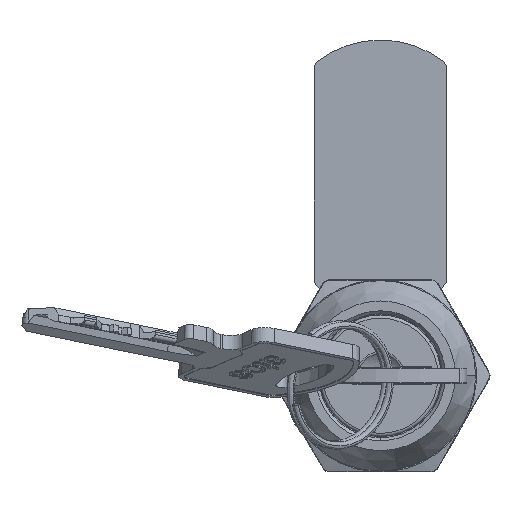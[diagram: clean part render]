
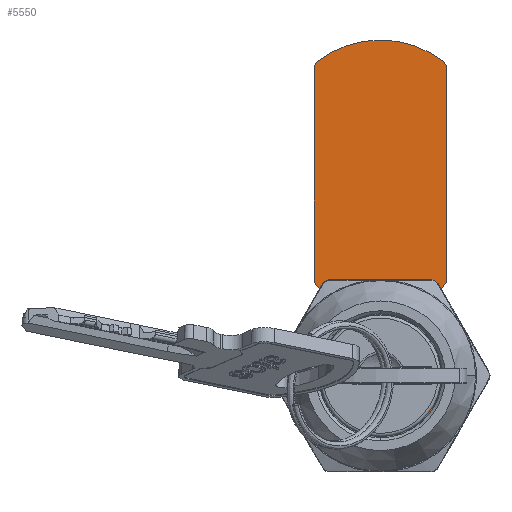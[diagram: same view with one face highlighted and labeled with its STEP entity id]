
A CAD part, top view. The second image highlights one B-rep face of the part: STEP entity #5550.
In plain terms, the highlighted planar face has unit normal (0, 0, 1).
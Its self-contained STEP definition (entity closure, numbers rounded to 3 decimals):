
#164 = CARTESIAN_POINT ( 'NONE',  ( 0., 29.156, -16.5 ) ) ;
#215 = CARTESIAN_POINT ( 'NONE',  ( 0., 0., -16.5 ) ) ;
#475 = VERTEX_POINT ( 'NONE', #5520 ) ;
#888 = VECTOR ( 'NONE', #7169, 1000. ) ;
#1510 = DIRECTION ( 'NONE',  ( 0., 0., 1. ) ) ;
#2093 = CIRCLE ( 'NONE', #42293, 1. ) ;
#2260 = LINE ( 'NONE', #37119, #888 ) ;
#2670 = ORIENTED_EDGE ( 'NONE', *, *, #6794, .F. ) ;
#3095 = EDGE_CURVE ( 'NONE', #14436, #7896, #18219, .T. ) ;
#3804 = CIRCLE ( 'NONE', #7884, 8.25 ) ;
#4149 = AXIS2_PLACEMENT_3D ( 'NONE', #27158, #1510, #31472 ) ;
#4183 = CARTESIAN_POINT ( 'NONE',  ( -7.25, 38.522, -16.5 ) ) ;
#4261 = CARTESIAN_POINT ( 'NONE',  ( -8.25, 39., -16.5 ) ) ;
#4489 = DIRECTION ( 'NONE',  ( 0., -1., 0. ) ) ;
#4533 = DIRECTION ( 'NONE',  ( 0., 1., 0. ) ) ;
#5520 = CARTESIAN_POINT ( 'NONE',  ( 8.25, 38.522, -16.5 ) ) ;
#5550 = ADVANCED_FACE ( 'NONE', ( #25508, #22851 ), #20813, .T. ) ;
#5923 = CARTESIAN_POINT ( 'NONE',  ( 4.05, -4.05, -16.5 ) ) ;
#6794 = EDGE_CURVE ( 'NONE', #475, #31033, #22144, .T. ) ;
#6867 = ORIENTED_EDGE ( 'NONE', *, *, #18426, .F. ) ;
#7169 = DIRECTION ( 'NONE',  ( 1., 0., 0. ) ) ;
#7729 = EDGE_CURVE ( 'NONE', #23325, #43869, #8737, .T. ) ;
#7884 = AXIS2_PLACEMENT_3D ( 'NONE', #215, #30171, #4533 ) ;
#7896 = VERTEX_POINT ( 'NONE', #44670 ) ;
#8521 = DIRECTION ( 'NONE',  ( 0., -1., 0. ) ) ;
#8673 = VERTEX_POINT ( 'NONE', #46991 ) ;
#8737 = CIRCLE ( 'NONE', #4149, 7.296 ) ;
#9204 = VECTOR ( 'NONE', #16264, 1000. ) ;
#9442 = EDGE_LOOP ( 'NONE', ( #2670, #42983, #6867, #49164, #31017, #10351, #29748, #34903, #25092 ) ) ;
#10351 = ORIENTED_EDGE ( 'NONE', *, *, #7729, .F. ) ;
#10943 = EDGE_CURVE ( 'NONE', #45727, #14436, #17999, .T. ) ;
#11409 = CIRCLE ( 'NONE', #47716, 12.844 ) ;
#12003 = CARTESIAN_POINT ( 'NONE',  ( 4.05, -4.05, -16.5 ) ) ;
#13222 = ORIENTED_EDGE ( 'NONE', *, *, #10943, .T. ) ;
#13577 = CARTESIAN_POINT ( 'NONE',  ( 13.846, 7.069, -16.5 ) ) ;
#14436 = VERTEX_POINT ( 'NONE', #5923 ) ;
#14630 = CARTESIAN_POINT ( 'NONE',  ( -4.05, -4.05, -16.5 ) ) ;
#14937 = EDGE_CURVE ( 'NONE', #30578, #26460, #2093, .T. ) ;
#15121 = CARTESIAN_POINT ( 'NONE',  ( 7.25, 38.522, -16.5 ) ) ;
#15350 = VECTOR ( 'NONE', #16293, 1000. ) ;
#16047 = CIRCLE ( 'NONE', #37012, 1. ) ;
#16264 = DIRECTION ( 'NONE',  ( 0., 1., 0. ) ) ;
#16293 = DIRECTION ( 'NONE',  ( 0., -1., 0. ) ) ;
#16510 = CARTESIAN_POINT ( 'NONE',  ( 13.846, 7.069, -16.5 ) ) ;
#17288 = ORIENTED_EDGE ( 'NONE', *, *, #46551, .T. ) ;
#17606 = CARTESIAN_POINT ( 'NONE',  ( -7.862, 39.312, -16.5 ) ) ;
#17669 = CIRCLE ( 'NONE', #24435, 8.25 ) ;
#17731 = VERTEX_POINT ( 'NONE', #39809 ) ;
#17853 = DIRECTION ( 'NONE',  ( 0., -1., 0. ) ) ;
#17999 = LINE ( 'NONE', #12003, #15350 ) ;
#18219 = LINE ( 'NONE', #38083, #38335 ) ;
#18426 = EDGE_CURVE ( 'NONE', #30578, #29569, #11409, .T. ) ;
#18576 = VECTOR ( 'NONE', #18920, 1000. ) ;
#18920 = DIRECTION ( 'NONE',  ( 0., 1., 0. ) ) ;
#19403 = DIRECTION ( 'NONE',  ( 0., -1., 0. ) ) ;
#20288 = DIRECTION ( 'NONE',  ( -1., 0., 0. ) ) ;
#20813 = PLANE ( 'NONE',  #44760 ) ;
#21516 = CARTESIAN_POINT ( 'NONE',  ( 0., 0., -16.5 ) ) ;
#22044 = EDGE_LOOP ( 'NONE', ( #13222, #45873, #47951, #17288 ) ) ;
#22144 = LINE ( 'NONE', #50332, #55079 ) ;
#22851 = FACE_BOUND ( 'NONE', #22044, .T. ) ;
#23325 = VERTEX_POINT ( 'NONE', #53666 ) ;
#23713 = CARTESIAN_POINT ( 'NONE',  ( -8.25, 38.522, -16.5 ) ) ;
#24435 = AXIS2_PLACEMENT_3D ( 'NONE', #21516, #51574, #25798 ) ;
#24572 = DIRECTION ( 'NONE',  ( 0., -1., 0. ) ) ;
#25092 = ORIENTED_EDGE ( 'NONE', *, *, #40980, .F. ) ;
#25107 = DIRECTION ( 'NONE',  ( 0., 0., 1. ) ) ;
#25304 = CARTESIAN_POINT ( 'NONE',  ( 0., -8.25, -16.5 ) ) ;
#25508 = FACE_OUTER_BOUND ( 'NONE', #9442, .T. ) ;
#25796 = EDGE_CURVE ( 'NONE', #43869, #26460, #33298, .T. ) ;
#25798 = DIRECTION ( 'NONE',  ( 0., 1., 0. ) ) ;
#26460 = VERTEX_POINT ( 'NONE', #23713 ) ;
#27158 = CARTESIAN_POINT ( 'NONE',  ( -13.846, 7.069, -16.5 ) ) ;
#28876 = EDGE_CURVE ( 'NONE', #475, #29569, #16047, .T. ) ;
#29569 = VERTEX_POINT ( 'NONE', #42820 ) ;
#29748 = ORIENTED_EDGE ( 'NONE', *, *, #39616, .F. ) ;
#30123 = DIRECTION ( 'NONE',  ( 0., 0., -1. ) ) ;
#30171 = DIRECTION ( 'NONE',  ( 0., 0., -1. ) ) ;
#30578 = VERTEX_POINT ( 'NONE', #17606 ) ;
#31017 = ORIENTED_EDGE ( 'NONE', *, *, #25796, .F. ) ;
#31033 = VERTEX_POINT ( 'NONE', #48947 ) ;
#31472 = DIRECTION ( 'NONE',  ( 0., 1., 0. ) ) ;
#33298 = LINE ( 'NONE', #4261, #9204 ) ;
#34140 = DIRECTION ( 'NONE',  ( 0., 0., 1. ) ) ;
#34903 = ORIENTED_EDGE ( 'NONE', *, *, #46131, .F. ) ;
#34922 = EDGE_CURVE ( 'NONE', #7896, #8673, #51492, .T. ) ;
#36412 = VERTEX_POINT ( 'NONE', #25304 ) ;
#36503 = CIRCLE ( 'NONE', #44200, 7.296 ) ;
#37012 = AXIS2_PLACEMENT_3D ( 'NONE', #15121, #45138, #19403 ) ;
#37119 = CARTESIAN_POINT ( 'NONE',  ( 4.05, 4.05, -16.5 ) ) ;
#38083 = CARTESIAN_POINT ( 'NONE',  ( 4.05, -4.05, -16.5 ) ) ;
#38335 = VECTOR ( 'NONE', #20288, 1000. ) ;
#39616 = EDGE_CURVE ( 'NONE', #36412, #23325, #3804, .T. ) ;
#39809 = CARTESIAN_POINT ( 'NONE',  ( 7.348, 3.751, -16.5 ) ) ;
#40980 = EDGE_CURVE ( 'NONE', #31033, #17731, #36503, .T. ) ;
#41568 = CARTESIAN_POINT ( 'NONE',  ( 4.05, 4.05, -16.5 ) ) ;
#42293 = AXIS2_PLACEMENT_3D ( 'NONE', #4183, #34140, #8521 ) ;
#42820 = CARTESIAN_POINT ( 'NONE',  ( 7.862, 39.312, -16.5 ) ) ;
#42983 = ORIENTED_EDGE ( 'NONE', *, *, #28876, .T. ) ;
#42992 = CARTESIAN_POINT ( 'NONE',  ( -8.25, 11.75, -16.5 ) ) ;
#43566 = DIRECTION ( 'NONE',  ( 0., 0., 1. ) ) ;
#43869 = VERTEX_POINT ( 'NONE', #42992 ) ;
#44200 = AXIS2_PLACEMENT_3D ( 'NONE', #13577, #43566, #17853 ) ;
#44670 = CARTESIAN_POINT ( 'NONE',  ( -4.05, -4.05, -16.5 ) ) ;
#44760 = AXIS2_PLACEMENT_3D ( 'NONE', #16510, #25107, #55193 ) ;
#45138 = DIRECTION ( 'NONE',  ( 0., 0., 1. ) ) ;
#45727 = VERTEX_POINT ( 'NONE', #41568 ) ;
#45873 = ORIENTED_EDGE ( 'NONE', *, *, #3095, .T. ) ;
#46131 = EDGE_CURVE ( 'NONE', #17731, #36412, #17669, .T. ) ;
#46551 = EDGE_CURVE ( 'NONE', #8673, #45727, #2260, .T. ) ;
#46991 = CARTESIAN_POINT ( 'NONE',  ( -4.05, 4.05, -16.5 ) ) ;
#47716 = AXIS2_PLACEMENT_3D ( 'NONE', #164, #30123, #4489 ) ;
#47951 = ORIENTED_EDGE ( 'NONE', *, *, #34922, .T. ) ;
#48947 = CARTESIAN_POINT ( 'NONE',  ( 8.25, 11.75, -16.5 ) ) ;
#49164 = ORIENTED_EDGE ( 'NONE', *, *, #14937, .T. ) ;
#50332 = CARTESIAN_POINT ( 'NONE',  ( 8.25, 39., -16.5 ) ) ;
#51492 = LINE ( 'NONE', #14630, #18576 ) ;
#51574 = DIRECTION ( 'NONE',  ( 0., 0., -1. ) ) ;
#53666 = CARTESIAN_POINT ( 'NONE',  ( -7.348, 3.751, -16.5 ) ) ;
#55079 = VECTOR ( 'NONE', #24572, 1000. ) ;
#55193 = DIRECTION ( 'NONE',  ( 0., -1., 0. ) ) ;
